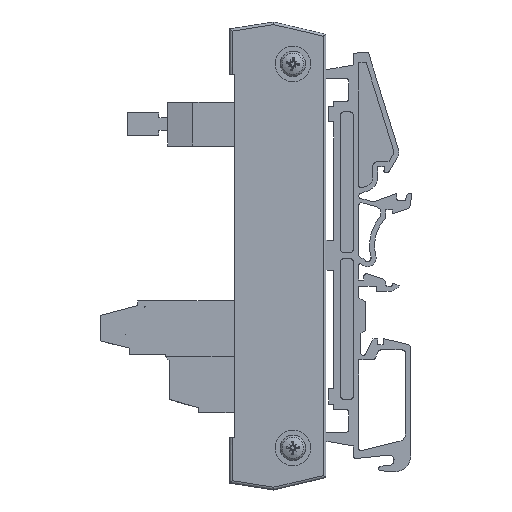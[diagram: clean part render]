
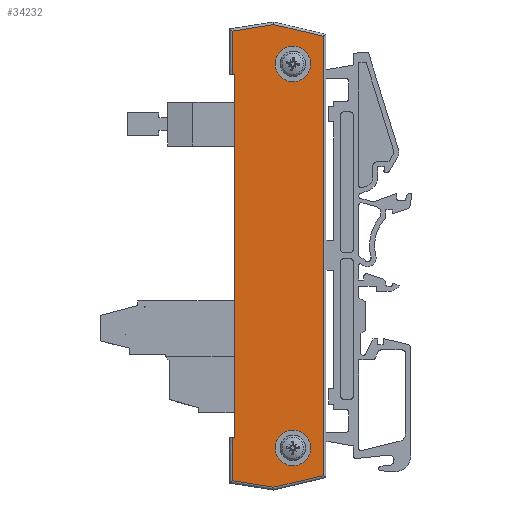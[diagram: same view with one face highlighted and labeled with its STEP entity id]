
A CAD part, left-side view. The second image highlights one B-rep face of the part: STEP entity #34232.
In plain terms, the highlighted face is planar.
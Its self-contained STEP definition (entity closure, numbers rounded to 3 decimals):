
#33771=CARTESIAN_POINT('',(-16.628,6.238,5.0));
#33772=VERTEX_POINT('',#33771);
#33779=CARTESIAN_POINT('',(54.672,6.238,5.0));
#33780=VERTEX_POINT('',#33779);
#33781=CARTESIAN_POINT('',(54.672,6.238,5.0));
#33782=DIRECTION('',(-1.0,0.0,0.0));
#33783=VECTOR('',#33782,71.3);
#33784=LINE('',#33781,#33783);
#33785=EDGE_CURVE('',#33780,#33772,#33784,.T.);
#34028=CARTESIAN_POINT('',(60.272,-5.162,5.0));
#34029=VERTEX_POINT('',#34028);
#34030=CARTESIAN_POINT('',(56.772,-5.162,5.0));
#34031=DIRECTION('',(0.0,0.0,-1.0));
#34032=DIRECTION('',(-1.0,0.0,0.0));
#34033=AXIS2_PLACEMENT_3D('',#34030,#34031,#34032);
#34034=CIRCLE('',#34033,3.5);
#34035=EDGE_CURVE('',#34029,#34029,#34034,.T.);
#34068=CARTESIAN_POINT('',(-15.228,-5.162,5.0));
#34069=VERTEX_POINT('',#34068);
#34070=CARTESIAN_POINT('',(-18.728,-5.162,5.0));
#34071=DIRECTION('',(0.0,0.0,-1.0));
#34072=DIRECTION('',(-1.0,0.0,0.0));
#34073=AXIS2_PLACEMENT_3D('',#34070,#34071,#34072);
#34074=CIRCLE('',#34073,3.5);
#34075=EDGE_CURVE('',#34069,#34069,#34074,.T.);
#34109=CARTESIAN_POINT('',(54.672,6.738,5.0));
#34110=VERTEX_POINT('',#34109);
#34111=CARTESIAN_POINT('',(54.672,6.738,5.0));
#34112=DIRECTION('',(0.0,-1.0,0.0));
#34113=VECTOR('',#34112,0.5);
#34114=LINE('',#34111,#34113);
#34115=EDGE_CURVE('',#34110,#33780,#34114,.T.);
#34140=CARTESIAN_POINT('',(-16.628,6.738,5.0));
#34141=VERTEX_POINT('',#34140);
#34149=CARTESIAN_POINT('',(-16.628,6.238,5.0));
#34150=DIRECTION('',(0.0,1.0,0.0));
#34151=VECTOR('',#34150,0.5);
#34152=LINE('',#34149,#34151);
#34153=EDGE_CURVE('',#33772,#34141,#34152,.T.);
#34162=CARTESIAN_POINT('',(19.022,-2.126,5.0));
#34163=DIRECTION('',(0.0,0.0,1.0));
#34164=DIRECTION('',(1.0,0.0,0.0));
#34165=AXIS2_PLACEMENT_3D('',#34162,#34163,#34164);
#34166=PLANE('',#34165);
#34167=ORIENTED_EDGE('',*,*,#34115,.T.);
#34168=ORIENTED_EDGE('',*,*,#33785,.T.);
#34169=ORIENTED_EDGE('',*,*,#34153,.T.);
#34170=CARTESIAN_POINT('',(-25.176,6.738,5.0));
#34171=VERTEX_POINT('',#34170);
#34172=CARTESIAN_POINT('',(-25.176,6.738,5.0));
#34173=DIRECTION('',(1.0,0.0,0.0));
#34174=VECTOR('',#34173,8.548);
#34175=LINE('',#34172,#34174);
#34176=EDGE_CURVE('',#34171,#34141,#34175,.T.);
#34177=ORIENTED_EDGE('',*,*,#34176,.F.);
#34178=CARTESIAN_POINT('',(-26.459,-1.405,5.0));
#34179=VERTEX_POINT('',#34178);
#34180=CARTESIAN_POINT('',(-26.459,-1.405,5.0));
#34181=DIRECTION('',(0.156,0.988,0.0));
#34182=VECTOR('',#34181,8.244);
#34183=LINE('',#34180,#34182);
#34184=EDGE_CURVE('',#34179,#34171,#34183,.T.);
#34185=ORIENTED_EDGE('',*,*,#34184,.F.);
#34186=CARTESIAN_POINT('',(-24.157,-11.162,5.0));
#34187=VERTEX_POINT('',#34186);
#34188=CARTESIAN_POINT('',(-24.157,-11.162,5.0));
#34189=DIRECTION('',(-0.23,0.973,0.0));
#34190=VECTOR('',#34189,10.024);
#34191=LINE('',#34188,#34190);
#34192=EDGE_CURVE('',#34187,#34179,#34191,.T.);
#34193=ORIENTED_EDGE('',*,*,#34192,.F.);
#34194=CARTESIAN_POINT('',(62.201,-11.162,5.0));
#34195=VERTEX_POINT('',#34194);
#34196=CARTESIAN_POINT('',(62.201,-11.162,5.0));
#34197=DIRECTION('',(-1.0,0.0,0.0));
#34198=VECTOR('',#34197,86.358);
#34199=LINE('',#34196,#34198);
#34200=EDGE_CURVE('',#34195,#34187,#34199,.T.);
#34201=ORIENTED_EDGE('',*,*,#34200,.F.);
#34202=CARTESIAN_POINT('',(64.503,-1.405,5.0));
#34203=VERTEX_POINT('',#34202);
#34204=CARTESIAN_POINT('',(64.503,-1.405,5.0));
#34205=DIRECTION('',(-0.23,-0.973,0.0));
#34206=VECTOR('',#34205,10.024);
#34207=LINE('',#34204,#34206);
#34208=EDGE_CURVE('',#34203,#34195,#34207,.T.);
#34209=ORIENTED_EDGE('',*,*,#34208,.F.);
#34210=CARTESIAN_POINT('',(63.22,6.738,5.0));
#34211=VERTEX_POINT('',#34210);
#34212=CARTESIAN_POINT('',(63.22,6.738,5.0));
#34213=DIRECTION('',(0.156,-0.988,0.0));
#34214=VECTOR('',#34213,8.244);
#34215=LINE('',#34212,#34214);
#34216=EDGE_CURVE('',#34211,#34203,#34215,.T.);
#34217=ORIENTED_EDGE('',*,*,#34216,.F.);
#34218=CARTESIAN_POINT('',(54.672,6.738,5.0));
#34219=DIRECTION('',(1.0,0.0,0.0));
#34220=VECTOR('',#34219,8.548);
#34221=LINE('',#34218,#34220);
#34222=EDGE_CURVE('',#34110,#34211,#34221,.T.);
#34223=ORIENTED_EDGE('',*,*,#34222,.F.);
#34224=EDGE_LOOP('',(#34167,#34168,#34169,#34177,#34185,#34193,#34201,#34209,#34217,#34223));
#34225=FACE_OUTER_BOUND('',#34224,.T.);
#34226=ORIENTED_EDGE('',*,*,#34035,.T.);
#34227=EDGE_LOOP('',(#34226));
#34228=FACE_BOUND('',#34227,.T.);
#34229=ORIENTED_EDGE('',*,*,#34075,.T.);
#34230=EDGE_LOOP('',(#34229));
#34231=FACE_BOUND('',#34230,.T.);
#34232=ADVANCED_FACE('',(#34225,#34228,#34231),#34166,.T.);
